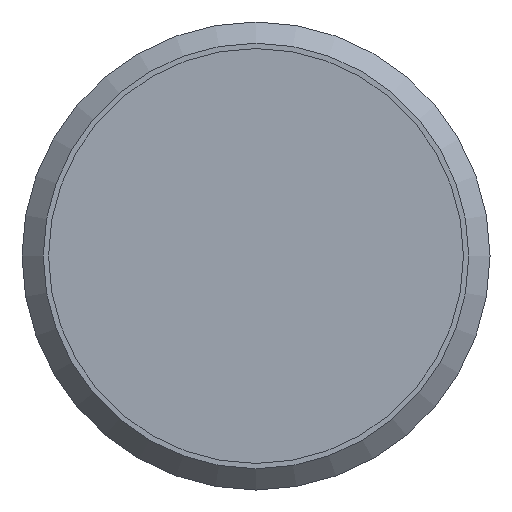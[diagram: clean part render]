
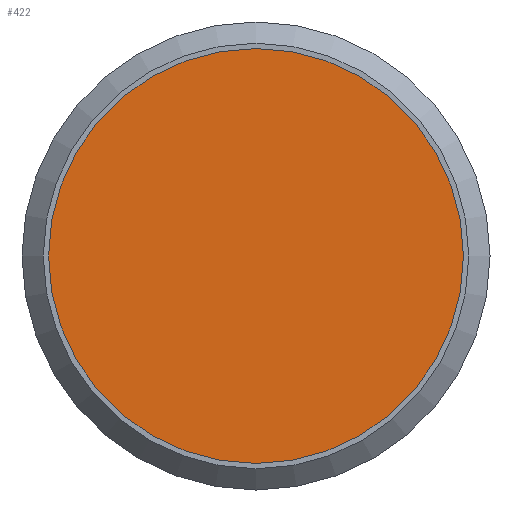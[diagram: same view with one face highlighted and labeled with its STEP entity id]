
A CAD part, front view. The second image highlights one B-rep face of the part: STEP entity #422.
In plain terms, the highlighted planar face has unit normal (0, -1, 0).
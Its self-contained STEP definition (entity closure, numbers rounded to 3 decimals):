
#32=PLANE('',#470);
#47=FACE_OUTER_BOUND('',#73,.T.);
#73=EDGE_LOOP('',(#276));
#160=CIRCLE('',#468,9.75);
#178=VERTEX_POINT('',#632);
#215=EDGE_CURVE('',#178,#178,#160,.T.);
#276=ORIENTED_EDGE('',*,*,#215,.T.);
#422=ADVANCED_FACE('',(#47),#32,.T.);
#468=AXIS2_PLACEMENT_3D('',#633,#515,#516);
#470=AXIS2_PLACEMENT_3D('',#637,#520,#521);
#515=DIRECTION('center_axis',(0.,-1.,0.));
#516=DIRECTION('ref_axis',(1.,0.,0.));
#520=DIRECTION('center_axis',(0.,-1.,0.));
#521=DIRECTION('ref_axis',(0.,0.,-1.));
#632=CARTESIAN_POINT('',(-9.75,-25.,0.));
#633=CARTESIAN_POINT('Origin',(0.,-25.,0.));
#637=CARTESIAN_POINT('Origin',(4.875,-25.,0.));
